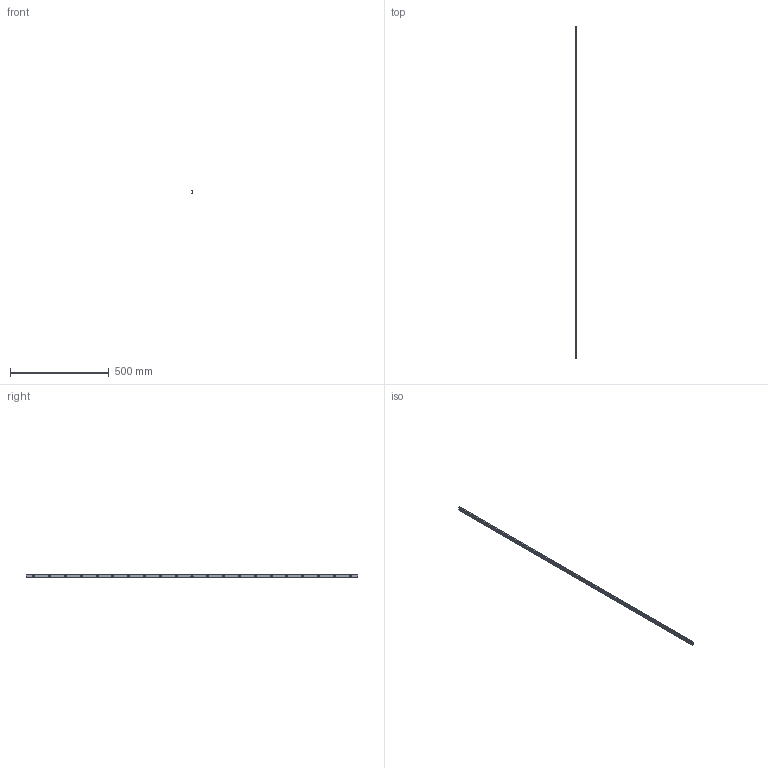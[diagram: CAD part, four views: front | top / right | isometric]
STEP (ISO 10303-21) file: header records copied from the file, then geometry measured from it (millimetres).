
FILE_DESCRIPTION( ( 'Unknown' ), '1' );
FILE_NAME( 'LCU18-1680V.stp', 'Unknown', ( 'Unknown' ), ( 'Unknown' ), 'PSStep 13.0', 'Unknown', ' ' );
FILE_SCHEMA( ( 'AUTOMOTIVE_DESIGN { 1 0 10303 214 1 1 1 1 }' ) );
Length unit declared in the file: millimetre
Products named in the file (1): 1
Bounding box: 8.25 x 1680 x 18 mm (x, y, z)
Volume: 119166.4 mm3; surface area: 103698.3 mm2
Topology: 1 solids, 1 shells, 60 faces, 174 edges, 116 vertices
Faces by surface type: cylinder 29, cone 21, plane 10
Full cylindrical faces by diameter (mm): 5 x21
Entity records: 2198 total; most frequent: DIRECTION 312, CARTESIAN_POINT 267, ORIENTED_EDGE 222, EDGE_LOOP 144, AXIS2_PLACEMENT_3D 140, EDGE_CURVE 111, VERTEX_POINT 95, FACE_OUTER_BOUND 81
